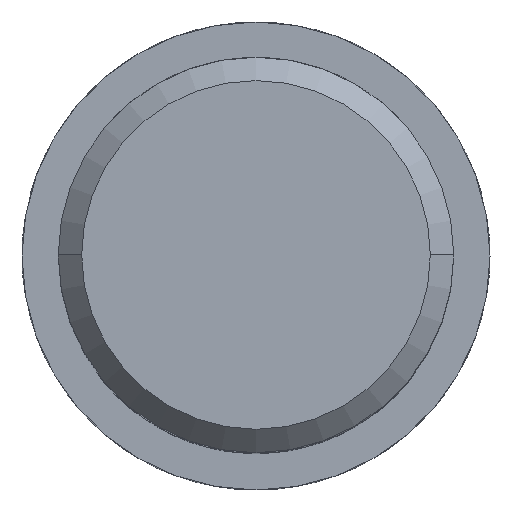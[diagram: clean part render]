
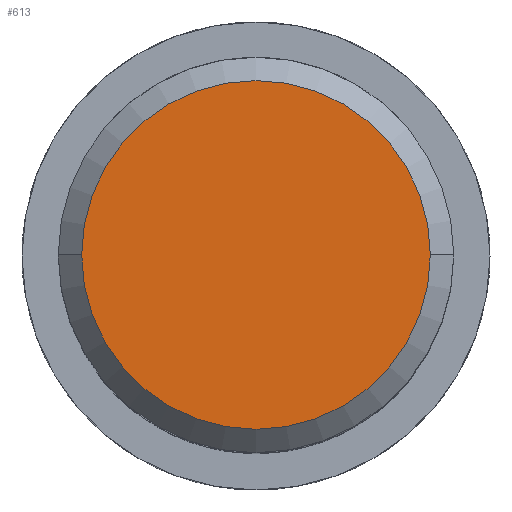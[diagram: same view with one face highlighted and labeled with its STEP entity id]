
A CAD part, top view. The second image highlights one B-rep face of the part: STEP entity #613.
In plain terms, the highlighted planar face has unit normal (0, 0, 1).
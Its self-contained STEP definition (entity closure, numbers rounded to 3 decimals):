
#593=AXIS2_PLACEMENT_3D('Plane Axis2P3D',#590,#591,#592) ;
#597=AXIS2_PLACEMENT_3D('Circle Axis2P3D',#595,#596,$) ;
#606=AXIS2_PLACEMENT_3D('Circle Axis2P3D',#604,#605,$) ;
#590=CARTESIAN_POINT('Axis2P3D Location',(0.,0.,13.)) ;
#595=CARTESIAN_POINT('Axis2P3D Location',(0.,0.,13.)) ;
#599=CARTESIAN_POINT('Vertex',(7.45,0.,13.)) ;
#601=CARTESIAN_POINT('Vertex',(-7.45,0.,13.)) ;
#604=CARTESIAN_POINT('Axis2P3D Location',(0.,0.,13.)) ;
#591=DIRECTION('Axis2P3D Direction',(0.,0.,1.)) ;
#592=DIRECTION('Axis2P3D XDirection',(1.,0.,0.)) ;
#596=DIRECTION('Axis2P3D Direction',(0.,0.,1.)) ;
#605=DIRECTION('Axis2P3D Direction',(0.,0.,1.)) ;
#610=ORIENTED_EDGE('',*,*,#603,.T.) ;
#611=ORIENTED_EDGE('',*,*,#608,.T.) ;
#613=ADVANCED_FACE('PartBody',(#612),#594,.T.) ;
#598=CIRCLE('generated circle',#597,7.45) ;
#607=CIRCLE('generated circle',#606,7.45) ;
#603=EDGE_CURVE('',#600,#602,#598,.T.) ;
#608=EDGE_CURVE('',#602,#600,#607,.T.) ;
#609=EDGE_LOOP('',(#610,#611)) ;
#612=FACE_OUTER_BOUND('',#609,.T.) ;
#594=PLANE('',#593) ;
#600=VERTEX_POINT('',#599) ;
#602=VERTEX_POINT('',#601) ;
